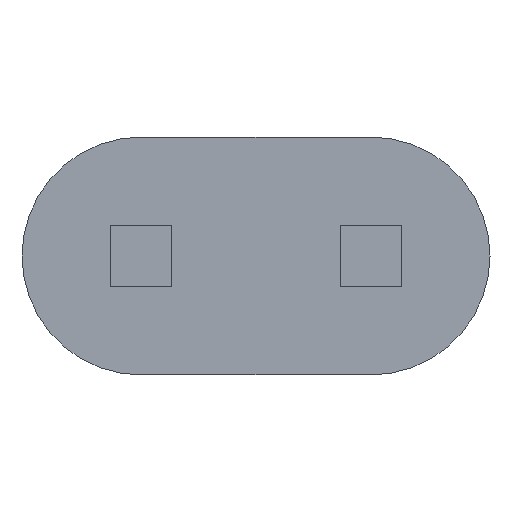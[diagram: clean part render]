
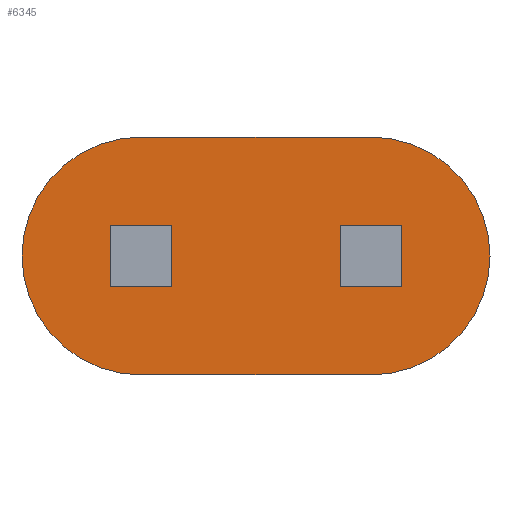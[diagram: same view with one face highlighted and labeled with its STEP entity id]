
A CAD part, front view. The second image highlights one B-rep face of the part: STEP entity #6345.
In plain terms, the highlighted planar face has unit normal (0, -1, 0).
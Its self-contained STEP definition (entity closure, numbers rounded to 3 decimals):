
#157 = FACE_BOUND ( 'NONE', #12912, .T. ) ;
#347 = VERTEX_POINT ( 'NONE', #8980 ) ;
#738 = DIRECTION ( 'NONE',  ( 0., 0., 1. ) ) ;
#810 = DIRECTION ( 'NONE',  ( 0., 1., 0. ) ) ;
#877 = ORIENTED_EDGE ( 'NONE', *, *, #3810, .T. ) ;
#878 = CARTESIAN_POINT ( 'NONE',  ( 3000., 0., 0. ) ) ;
#1008 = VERTEX_POINT ( 'NONE', #8582 ) ;
#1722 = EDGE_LOOP ( 'NONE', ( #877, #3346 ) ) ;
#1808 = CIRCLE ( 'NONE', #7976, 1550. ) ;
#2024 = VERTEX_POINT ( 'NONE', #15221 ) ;
#2185 = CARTESIAN_POINT ( 'NONE',  ( 0., 0., 1550. ) ) ;
#2222 = AXIS2_PLACEMENT_3D ( 'NONE', #3347, #2374, #2320 ) ;
#2254 = DIRECTION ( 'NONE',  ( 1., 0., 0. ) ) ;
#2284 = AXIS2_PLACEMENT_3D ( 'NONE', #4733, #3847, #3778 ) ;
#2320 = DIRECTION ( 'NONE',  ( 0., 0., 1. ) ) ;
#2364 = ORIENTED_EDGE ( 'NONE', *, *, #3198, .T. ) ;
#2374 = DIRECTION ( 'NONE',  ( 0., 1., 0. ) ) ;
#2706 = CIRCLE ( 'NONE', #2222, 51. ) ;
#3104 = EDGE_CURVE ( 'NONE', #13609, #4458, #3157, .T. ) ;
#3157 = CIRCLE ( 'NONE', #3820, 51. ) ;
#3164 = CIRCLE ( 'NONE', #2284, 51. ) ;
#3198 = EDGE_CURVE ( 'NONE', #3537, #2024, #5903, .T. ) ;
#3263 = CARTESIAN_POINT ( 'NONE',  ( 0., 0., -1550. ) ) ;
#3274 = EDGE_CURVE ( 'NONE', #13250, #1008, #3639, .T. ) ;
#3346 = ORIENTED_EDGE ( 'NONE', *, *, #3104, .T. ) ;
#3347 = CARTESIAN_POINT ( 'NONE',  ( 0., 0., 0. ) ) ;
#3391 = EDGE_CURVE ( 'NONE', #1008, #347, #9486, .T. ) ;
#3442 = EDGE_CURVE ( 'NONE', #347, #13343, #1808, .T. ) ;
#3478 = AXIS2_PLACEMENT_3D ( 'NONE', #15942, #15349, #15299 ) ;
#3537 = VERTEX_POINT ( 'NONE', #16395 ) ;
#3546 = EDGE_CURVE ( 'NONE', #13343, #13250, #7677, .T. ) ;
#3639 = CIRCLE ( 'NONE', #15275, 1550. ) ;
#3778 = DIRECTION ( 'NONE',  ( 0., 0., 1. ) ) ;
#3810 = EDGE_CURVE ( 'NONE', #4458, #13609, #3164, .T. ) ;
#3820 = AXIS2_PLACEMENT_3D ( 'NONE', #878, #810, #738 ) ;
#3840 = EDGE_CURVE ( 'NONE', #2024, #3537, #2706, .T. ) ;
#3847 = DIRECTION ( 'NONE',  ( 0., 1., 0. ) ) ;
#3870 = VECTOR ( 'NONE', #15143, 1000. ) ;
#4016 = FACE_BOUND ( 'NONE', #1722, .T. ) ;
#4458 = VERTEX_POINT ( 'NONE', #6683 ) ;
#4632 = ORIENTED_EDGE ( 'NONE', *, *, #3391, .F. ) ;
#4733 = CARTESIAN_POINT ( 'NONE',  ( 3000., 0., 0. ) ) ;
#5903 = CIRCLE ( 'NONE', #3478, 51. ) ;
#6345 = ADVANCED_FACE ( 'NONE', ( #4016, #157, #7829 ), #16066, .F. ) ;
#6382 = DIRECTION ( 'NONE',  ( 0., 0., 1. ) ) ;
#6434 = DIRECTION ( 'NONE',  ( 0., 1., 0. ) ) ;
#6501 = CARTESIAN_POINT ( 'NONE',  ( 0., 0., 0. ) ) ;
#6683 = CARTESIAN_POINT ( 'NONE',  ( 3000., 0., 51. ) ) ;
#7677 = LINE ( 'NONE', #16198, #3870 ) ;
#7829 = FACE_OUTER_BOUND ( 'NONE', #14603, .T. ) ;
#7976 = AXIS2_PLACEMENT_3D ( 'NONE', #15724, #9390, #11791 ) ;
#8582 = CARTESIAN_POINT ( 'NONE',  ( 0., 0., 1550. ) ) ;
#8980 = CARTESIAN_POINT ( 'NONE',  ( 3000., 0., 1550. ) ) ;
#9245 = ORIENTED_EDGE ( 'NONE', *, *, #3840, .T. ) ;
#9390 = DIRECTION ( 'NONE',  ( 0., 1., 0. ) ) ;
#9486 = LINE ( 'NONE', #2185, #16767 ) ;
#11791 = DIRECTION ( 'NONE',  ( 0., 0., 1. ) ) ;
#12912 = EDGE_LOOP ( 'NONE', ( #9245, #2364 ) ) ;
#13250 = VERTEX_POINT ( 'NONE', #3263 ) ;
#13343 = VERTEX_POINT ( 'NONE', #17645 ) ;
#13609 = VERTEX_POINT ( 'NONE', #14400 ) ;
#14400 = CARTESIAN_POINT ( 'NONE',  ( 3000., 0., -51. ) ) ;
#14603 = EDGE_LOOP ( 'NONE', ( #15658, #16477, #14951, #4632 ) ) ;
#14951 = ORIENTED_EDGE ( 'NONE', *, *, #3442, .F. ) ;
#15143 = DIRECTION ( 'NONE',  ( -1., 0., 0. ) ) ;
#15221 = CARTESIAN_POINT ( 'NONE',  ( 0., 0., 51. ) ) ;
#15275 = AXIS2_PLACEMENT_3D ( 'NONE', #6501, #6434, #6382 ) ;
#15299 = DIRECTION ( 'NONE',  ( 0., 0., 1. ) ) ;
#15349 = DIRECTION ( 'NONE',  ( 0., 1., 0. ) ) ;
#15415 = DIRECTION ( 'NONE',  ( 0., 0., 1. ) ) ;
#15453 = DIRECTION ( 'NONE',  ( 0., 1., 0. ) ) ;
#15509 = CARTESIAN_POINT ( 'NONE',  ( 0., 0., 0. ) ) ;
#15658 = ORIENTED_EDGE ( 'NONE', *, *, #3274, .F. ) ;
#15695 = AXIS2_PLACEMENT_3D ( 'NONE', #15509, #15453, #15415 ) ;
#15724 = CARTESIAN_POINT ( 'NONE',  ( 3000., 0., 0. ) ) ;
#15942 = CARTESIAN_POINT ( 'NONE',  ( 0., 0., 0. ) ) ;
#16066 = PLANE ( 'NONE',  #15695 ) ;
#16198 = CARTESIAN_POINT ( 'NONE',  ( 0., 0., -1550. ) ) ;
#16395 = CARTESIAN_POINT ( 'NONE',  ( 0., 0., -51. ) ) ;
#16477 = ORIENTED_EDGE ( 'NONE', *, *, #3546, .F. ) ;
#16767 = VECTOR ( 'NONE', #2254, 1000. ) ;
#17645 = CARTESIAN_POINT ( 'NONE',  ( 3000., 0., -1550. ) ) ;
